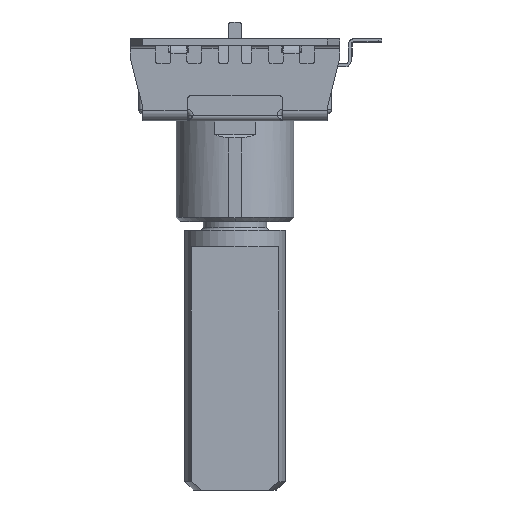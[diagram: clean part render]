
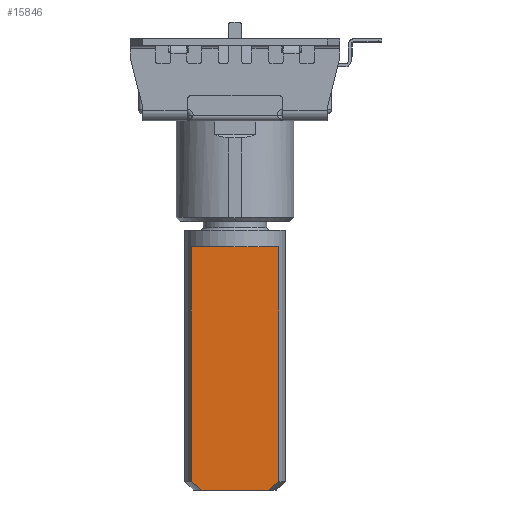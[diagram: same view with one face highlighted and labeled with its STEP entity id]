
A CAD part, front view. The second image highlights one B-rep face of the part: STEP entity #15846.
In plain terms, the highlighted planar face has unit normal (0, -1, 0).
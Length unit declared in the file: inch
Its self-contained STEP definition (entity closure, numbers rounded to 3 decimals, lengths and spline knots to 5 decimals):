
#25 = CARTESIAN_POINT ( 'NONE',  ( -0.08827, -0.05868, -0.8738 ) ) ;
#433 = VECTOR ( 'NONE', #24228, 39.37008 ) ;
#557 = ORIENTED_EDGE ( 'NONE', *, *, #2976, .F. ) ;
#658 = EDGE_CURVE ( 'NONE', #18342, #17274, #20093, .T. ) ;
#969 = CARTESIAN_POINT ( 'NONE',  ( 0.10266, -0.05868, -0.8622 ) ) ;
#1201 = VERTEX_POINT ( 'NONE', #6761 ) ;
#1277 = AXIS2_PLACEMENT_3D ( 'NONE', #17006, #18835, #8460 ) ;
#1291 = CARTESIAN_POINT ( 'NONE',  ( -0.10191, -0.05868, -0.87953 ) ) ;
#1400 = EDGE_CURVE ( 'NONE', #9545, #1201, #16218, .T. ) ;
#1704 = CARTESIAN_POINT ( 'NONE',  ( 0.09685, -0.05868, -0.86721 ) ) ;
#1711 = VECTOR ( 'NONE', #25621, 39.37008 ) ;
#1756 = CARTESIAN_POINT ( 'NONE',  ( 0.07912, -0.05868, -0.88189 ) ) ;
#1841 = CARTESIAN_POINT ( 'NONE',  ( 0.10266, -0.05868, -0.8622 ) ) ;
#2976 = EDGE_CURVE ( 'NONE', #9545, #17274, #18203, .T. ) ;
#3373 = CARTESIAN_POINT ( 'NONE',  ( -0.10191, -0.05868, -0.8622 ) ) ;
#3941 = EDGE_LOOP ( 'NONE', ( #25416, #557, #11553, #15296, #22785, #10058 ) ) ;
#4007 = CARTESIAN_POINT ( 'NONE',  ( -0.09609, -0.05868, -0.86721 ) ) ;
#4090 = CARTESIAN_POINT ( 'NONE',  ( 0.09295, -0.05868, -0.87052 ) ) ;
#4126 = CARTESIAN_POINT ( 'NONE',  ( -0.09023, -0.05868, -0.87216 ) ) ;
#5926 = CARTESIAN_POINT ( 'NONE',  ( 0.07912, -0.05868, -0.88189 ) ) ;
#6761 = CARTESIAN_POINT ( 'NONE',  ( 0.10266, -0.05868, -0.31102 ) ) ;
#7205 = CARTESIAN_POINT ( 'NONE',  ( -0.0863, -0.05868, -0.87544 ) ) ;
#7368 = LINE ( 'NONE', #1291, #1711 ) ;
#7668 = VECTOR ( 'NONE', #11890, 39.37008 ) ;
#7927 = B_SPLINE_CURVE_WITH_KNOTS ( 'NONE', 3,
 ( #8666, #15362, #14003, #8084, #7205, #25, #4126, #14136, #12157, #4007, #11769, #9313, #3373 ),
 .UNSPECIFIED., .F., .F.,
 ( 4, 3, 3, 3, 4 ),
 ( 0., 0.19488, 0.38977, 0.58468, 0.7796 ),
 .UNSPECIFIED. ) ;
#8084 = CARTESIAN_POINT ( 'NONE',  ( -0.08432, -0.05868, -0.87706 ) ) ;
#8460 = DIRECTION ( 'NONE',  ( 0., 0., -1. ) ) ;
#8508 = VERTEX_POINT ( 'NONE', #19453 ) ;
#8666 = CARTESIAN_POINT ( 'NONE',  ( -0.07836, -0.05868, -0.88189 ) ) ;
#9313 = CARTESIAN_POINT ( 'NONE',  ( -0.09997, -0.05868, -0.86388 ) ) ;
#9545 = VERTEX_POINT ( 'NONE', #969 ) ;
#9627 = CARTESIAN_POINT ( 'NONE',  ( 0.08508, -0.05868, -0.87706 ) ) ;
#9971 = EDGE_CURVE ( 'NONE', #18089, #8508, #7368, .T. ) ;
#10058 = ORIENTED_EDGE ( 'NONE', *, *, #14817, .F. ) ;
#10110 = DIRECTION ( 'NONE',  ( 1., 0., 0. ) ) ;
#11553 = ORIENTED_EDGE ( 'NONE', *, *, #1400, .T. ) ;
#11769 = CARTESIAN_POINT ( 'NONE',  ( -0.09804, -0.05868, -0.86555 ) ) ;
#11890 = DIRECTION ( 'NONE',  ( 1., 0., 0. ) ) ;
#12157 = CARTESIAN_POINT ( 'NONE',  ( -0.09414, -0.05868, -0.86887 ) ) ;
#12249 = CARTESIAN_POINT ( 'NONE',  ( 0.09099, -0.05868, -0.87216 ) ) ;
#12801 = PLANE ( 'NONE',  #1277 ) ;
#13709 = CARTESIAN_POINT ( 'NONE',  ( 0.08902, -0.05868, -0.8738 ) ) ;
#14003 = CARTESIAN_POINT ( 'NONE',  ( -0.08235, -0.05868, -0.87868 ) ) ;
#14136 = CARTESIAN_POINT ( 'NONE',  ( -0.09219, -0.05868, -0.87052 ) ) ;
#14817 = EDGE_CURVE ( 'NONE', #18342, #18089, #7927, .T. ) ;
#15029 = FACE_OUTER_BOUND ( 'NONE', #3941, .T. ) ;
#15296 = ORIENTED_EDGE ( 'NONE', *, *, #22048, .F. ) ;
#15362 = CARTESIAN_POINT ( 'NONE',  ( -0.08036, -0.05868, -0.88029 ) ) ;
#15846 = ADVANCED_FACE ( 'NONE', ( #15029 ), #12801, .T. ) ;
#15930 = CARTESIAN_POINT ( 'NONE',  ( 0.09879, -0.05868, -0.86555 ) ) ;
#16038 = VECTOR ( 'NONE', #10110, 39.37008 ) ;
#16065 = CARTESIAN_POINT ( 'NONE',  ( 0.0949, -0.05868, -0.86887 ) ) ;
#16218 = LINE ( 'NONE', #25684, #433 ) ;
#16397 = CARTESIAN_POINT ( 'NONE',  ( -0.10191, -0.05868, -0.88189 ) ) ;
#17006 = CARTESIAN_POINT ( 'NONE',  ( -0.10191, -0.05868, -0.87953 ) ) ;
#17274 = VERTEX_POINT ( 'NONE', #1756 ) ;
#17789 = CARTESIAN_POINT ( 'NONE',  ( 0.0831, -0.05868, -0.87868 ) ) ;
#18089 = VERTEX_POINT ( 'NONE', #24302 ) ;
#18203 = B_SPLINE_CURVE_WITH_KNOTS ( 'NONE', 3,
 ( #1841, #20263, #15930, #1704, #16065, #4090, #12249, #13709, #24078, #9627, #17789, #23947, #5926 ),
 .UNSPECIFIED., .F., .F.,
 ( 4, 3, 3, 3, 4 ),
 ( 0., 0.19492, 0.38982, 0.58471, 0.7796 ),
 .UNSPECIFIED. ) ;
#18342 = VERTEX_POINT ( 'NONE', #19691 ) ;
#18835 = DIRECTION ( 'NONE',  ( 0., -1., 0. ) ) ;
#19453 = CARTESIAN_POINT ( 'NONE',  ( -0.10191, -0.05868, -0.31102 ) ) ;
#19691 = CARTESIAN_POINT ( 'NONE',  ( -0.07836, -0.05868, -0.88189 ) ) ;
#20093 = LINE ( 'NONE', #16397, #16038 ) ;
#20263 = CARTESIAN_POINT ( 'NONE',  ( 0.10073, -0.05868, -0.86388 ) ) ;
#21873 = LINE ( 'NONE', #22012, #7668 ) ;
#22012 = CARTESIAN_POINT ( 'NONE',  ( -0.10191, -0.05868, -0.31102 ) ) ;
#22048 = EDGE_CURVE ( 'NONE', #8508, #1201, #21873, .T. ) ;
#22785 = ORIENTED_EDGE ( 'NONE', *, *, #9971, .F. ) ;
#23947 = CARTESIAN_POINT ( 'NONE',  ( 0.08112, -0.05868, -0.88029 ) ) ;
#24078 = CARTESIAN_POINT ( 'NONE',  ( 0.08706, -0.05868, -0.87544 ) ) ;
#24228 = DIRECTION ( 'NONE',  ( 0., 0., 1. ) ) ;
#24302 = CARTESIAN_POINT ( 'NONE',  ( -0.10191, -0.05868, -0.8622 ) ) ;
#25416 = ORIENTED_EDGE ( 'NONE', *, *, #658, .T. ) ;
#25621 = DIRECTION ( 'NONE',  ( 0., 0., 1. ) ) ;
#25684 = CARTESIAN_POINT ( 'NONE',  ( 0.10266, -0.05868, -0.87953 ) ) ;
